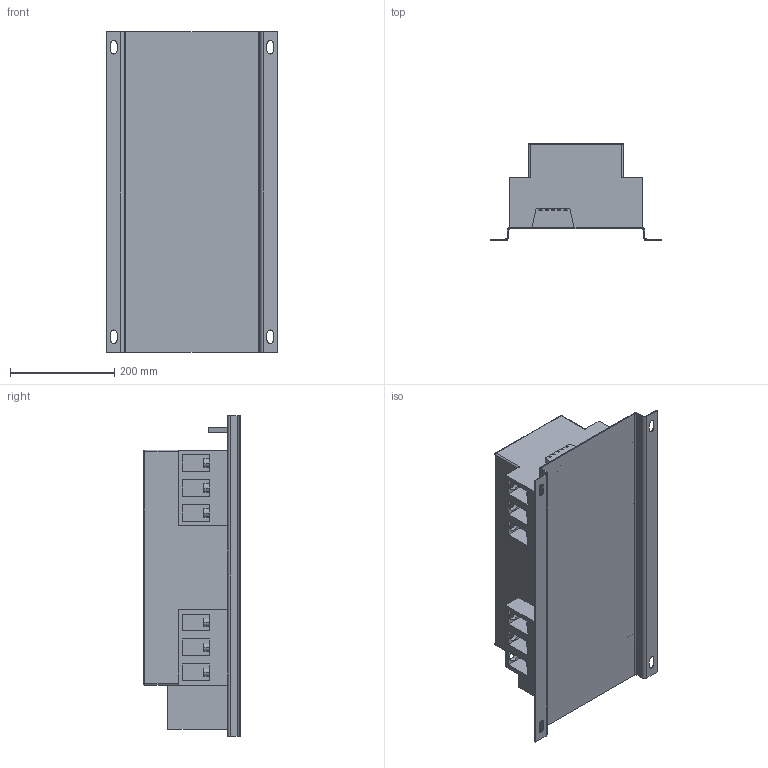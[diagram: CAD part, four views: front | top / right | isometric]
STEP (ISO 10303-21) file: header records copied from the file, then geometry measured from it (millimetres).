
FILE_DESCRIPTION (( 'STEP AP203' ), '1' );
FILE_NAME ('ÀÂÐ ÒÑÌ 400-250À 3ð.STEP', '2018-05-22T08:19:02', ( '' ), ( '' ), 'SwSTEP 2.0', 'SolidWorks 2017', '' );
FILE_SCHEMA (( 'CONFIG_CONTROL_DESIGN' ));
Length unit declared in the file: millimetre
Products named in the file (1): ÀÂÐ ÒÑÌ 400-250À 3ð
Bounding box: 330 x 187 x 615 mm (x, y, z)
Volume: 16412967 mm3; surface area: 794889.1 mm2
Topology: 1 solids, 1 shells, 474 faces, 1196 edges, 780 vertices
Faces by surface type: plane 336, cylinder 100, torus 34, sphere 4
Entity records: 14343 total; most frequent: CARTESIAN_POINT 2647, ORIENTED_EDGE 2384, DIRECTION 2380, EDGE_CURVE 1192, LINE 874, VECTOR 874, VERTEX_POINT 780, AXIS2_PLACEMENT_3D 753
